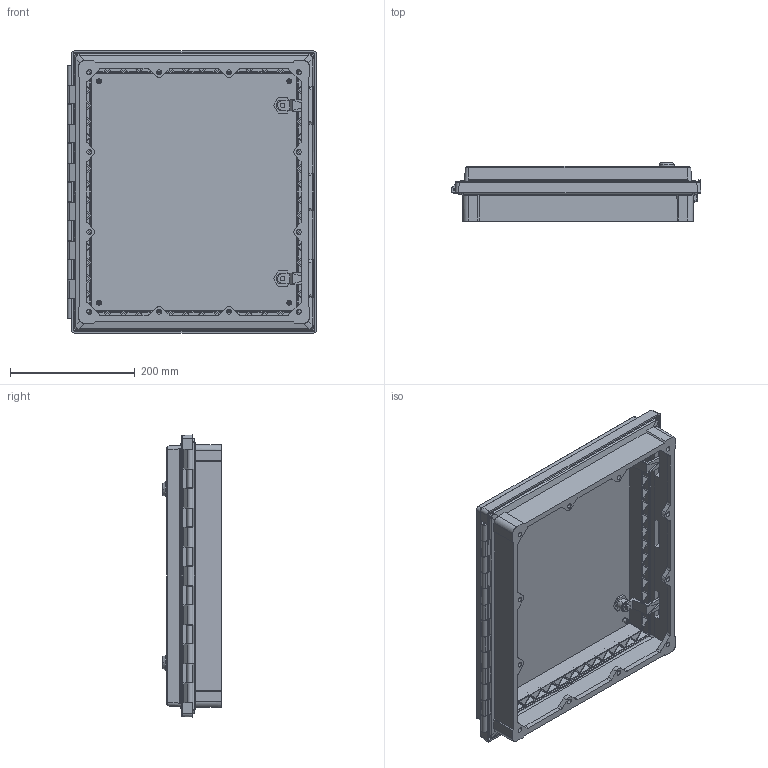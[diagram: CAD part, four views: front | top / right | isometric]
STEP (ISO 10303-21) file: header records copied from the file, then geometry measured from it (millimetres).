
FILE_DESCRIPTION((''),'2;1');
FILE_NAME('ARCA1614IPW_ASM','2016-04-05T',('fxhongdongluo'),(''),'PRO/ENGINEER BY PARAMETRIC TECHNOLOGY CORPORATION, 2010040','PRO/ENGINEER BY PARAMETRIC TECHNOLOGY CORPORATION, 2010040','');
FILE_SCHEMA(('CONFIG_CONTROL_DESIGN'));
Length unit declared in the file: millimetre
Products named in the file (6): ARCAIPW1614_FRAME; ARCA1614_COVER; CABINE_EMKA_LOCK_30_COVERS_ANY; EMAK_ASM; 30124; ARCA1614IPW_ASM
Assembly tree (6 placements, depth 3):
  ARCA1614IPW_ASM
    ARCAIPW1614_FRAME
    ARCA1614_COVER
    EMAK_ASM
      CABINE_EMKA_LOCK_30_COVERS_ANY  x2
    30124
Bounding box: 400.38 x 94.09 x 452.34 mm (x, y, z)
Volume: 1711798.8 mm3; surface area: 936557.9 mm2
Topology: 5 solids, 7 shells, 1527 faces, 4042 edges, 2672 vertices
Faces by surface type: plane 969, cylinder 337, bspline 103, cone 100, extrusion 8, sphere 6, torus 4
Entity records: 49367 total; most frequent: CARTESIAN_POINT 14553, ORIENTED_EDGE 7678, DIRECTION 6198, EDGE_CURVE 3839, VECTOR 2656, LINE 2648, VERTEX_POINT 2538, AXIS2_PLACEMENT_3D 1771
